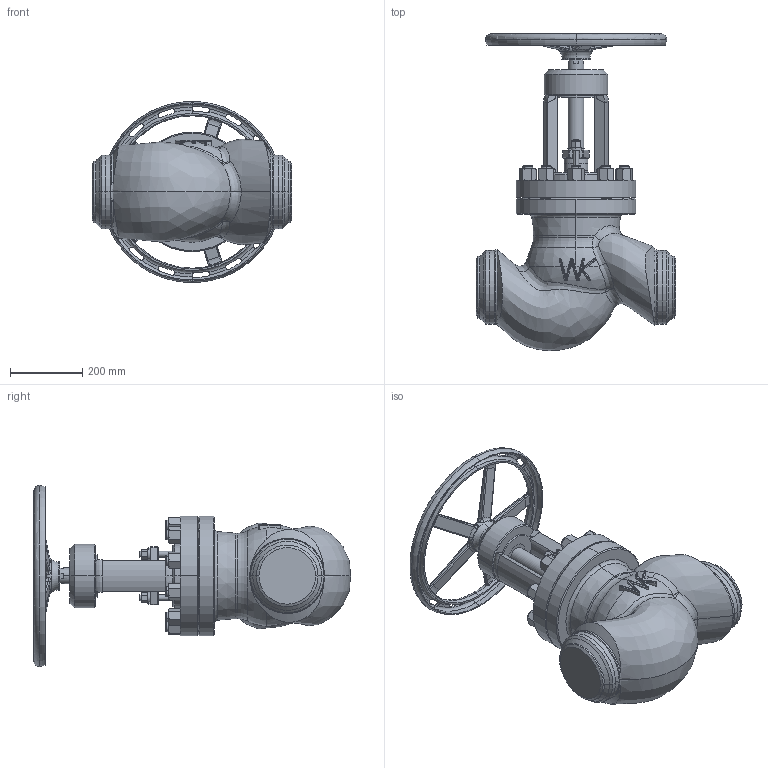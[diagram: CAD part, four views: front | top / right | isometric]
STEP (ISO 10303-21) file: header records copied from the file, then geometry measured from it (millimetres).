
FILE_DESCRIPTION (( 'STEP AP214' ), '1' );
FILE_NAME ('[150] 530S DN150 3-3263 katalog.STEP', '2015-03-05T06:28:58', ( '' ), ( '' ), 'SwSTEP 2.0', 'SolidWorks 2015', '' );
FILE_SCHEMA (( 'AUTOMOTIVE_DESIGN' ));
Length unit declared in the file: millimetre
Products named in the file (1): [150] 530S DN150 3-3263 katalog
Bounding box: 550 x 875.39 x 500 mm (x, y, z)
Volume: 43275824.6 mm3; surface area: 1480020.9 mm2
Topology: 1 solids, 1 shells, 1021 faces, 2588 edges, 1531 vertices
Faces by surface type: cylinder 313, plane 247, cone 216, bspline 142, torus 76, sphere 27
Entity records: 53654 total; most frequent: CARTESIAN_POINT 22548, ORIENTED_EDGE 5110, DIRECTION 4665, EDGE_CURVE 2555, AXIS2_PLACEMENT_3D 2022, VERTEX_POINT 1531, CIRCLE 1142, EDGE_LOOP 1088
